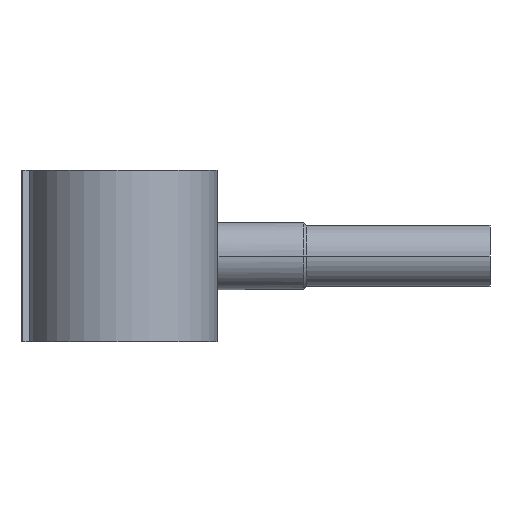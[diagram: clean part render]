
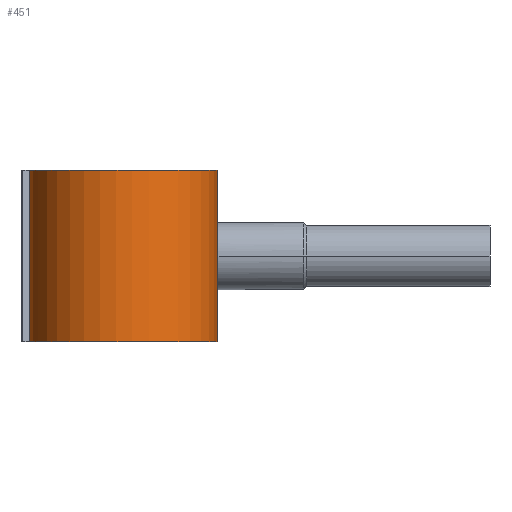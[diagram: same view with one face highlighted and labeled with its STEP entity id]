
A CAD part, front view. The second image highlights one B-rep face of the part: STEP entity #451.
In plain terms, the highlighted cylindrical face has radius 49.267 mm (diameter 98.533 mm), a partial arc.
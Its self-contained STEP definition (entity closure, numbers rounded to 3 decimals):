
#251 = VERTEX_POINT( '', #684 );
#353 = VERTEX_POINT( '', #795 );
#389 = EDGE_CURVE( '', #617, #353, #833, .T. );
#451 = ADVANCED_FACE( '', ( #898 ), #899, .T. );
#487 = EDGE_CURVE( '', #251, #535, #937, .T. );
#535 = VERTEX_POINT( '', #990 );
#605 = EDGE_CURVE( '', #535, #353, #1073, .T. );
#609 = EDGE_CURVE( '', #617, #251, #1077, .T. );
#617 = VERTEX_POINT( '', #1087 );
#684 = CARTESIAN_POINT( '', ( -49.032, -4.8, -45. ) );
#795 = CARTESIAN_POINT( '', ( 49.032, 4.8, 45. ) );
#833 = CIRCLE( '', #1353, 49.267 );
#898 = FACE_OUTER_BOUND( '', #1466, .T. );
#899 = CYLINDRICAL_SURFACE( '', #1467, 49.267 );
#937 = CIRCLE( '', #1561, 49.267 );
#990 = CARTESIAN_POINT( '', ( 49.032, 4.8, -45. ) );
#1073 = LINE( '', #2024, #2025 );
#1077 = LINE( '', #2030, #2031 );
#1087 = CARTESIAN_POINT( '', ( -49.032, -4.8, 45. ) );
#1353 = AXIS2_PLACEMENT_3D( '', #2288, #2289, #2290 );
#1466 = EDGE_LOOP( '', ( #2345, #2346, #2347, #2348 ) );
#1467 = AXIS2_PLACEMENT_3D( '', #2349, #2350, #2351 );
#1561 = AXIS2_PLACEMENT_3D( '', #2385, #2386, #2387 );
#2024 = CARTESIAN_POINT( '', ( 49.032, 4.8, 45. ) );
#2025 = VECTOR( '', #2550, 1. );
#2030 = CARTESIAN_POINT( '', ( -49.032, -4.8, 45. ) );
#2031 = VECTOR( '', #2551, 1. );
#2288 = CARTESIAN_POINT( '', ( 0., 0., 45. ) );
#2289 = DIRECTION( '', ( 0., 0., 1. ) );
#2290 = DIRECTION( '', ( -0.995, -0.097, 0. ) );
#2345 = ORIENTED_EDGE( '', *, *, #605, .T. );
#2346 = ORIENTED_EDGE( '', *, *, #389, .F. );
#2347 = ORIENTED_EDGE( '', *, *, #609, .T. );
#2348 = ORIENTED_EDGE( '', *, *, #487, .T. );
#2349 = CARTESIAN_POINT( '', ( 0., 0., 45. ) );
#2350 = DIRECTION( '', ( 0., 0., 1. ) );
#2351 = DIRECTION( '', ( -0.995, -0.097, 0. ) );
#2385 = CARTESIAN_POINT( '', ( 0., 0., -45. ) );
#2386 = DIRECTION( '', ( 0., 0., 1. ) );
#2387 = DIRECTION( '', ( -0.995, -0.097, 0. ) );
#2550 = DIRECTION( '', ( 0., 0., 1. ) );
#2551 = DIRECTION( '', ( 0., 0., -1. ) );
